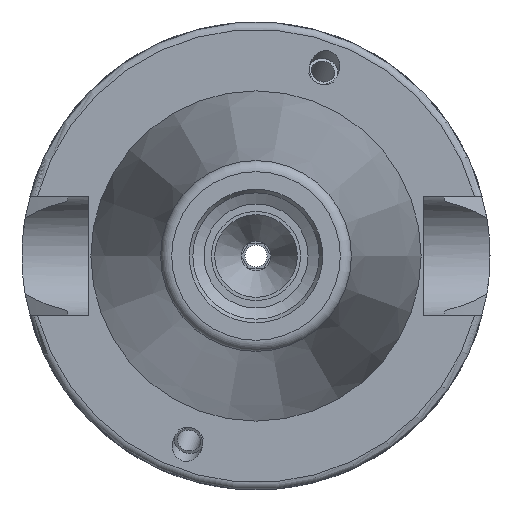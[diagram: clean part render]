
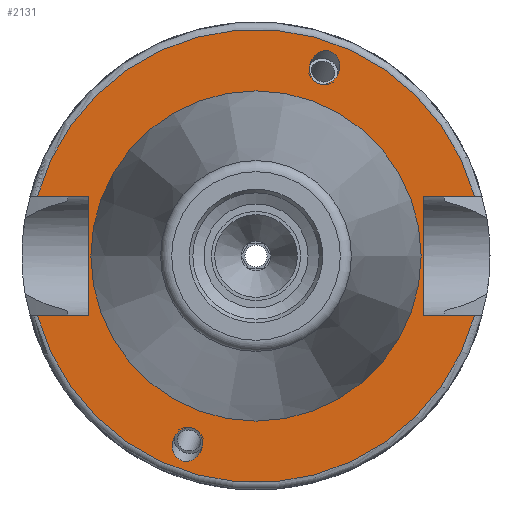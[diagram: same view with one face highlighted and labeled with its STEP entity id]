
A CAD part, left-side view. The second image highlights one B-rep face of the part: STEP entity #2131.
In plain terms, the highlighted planar face has unit normal (-1, 0, 0).
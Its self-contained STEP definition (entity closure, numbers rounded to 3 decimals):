
#72=LINE('',#3777,#178);
#77=LINE('',#3840,#183);
#79=LINE('',#3843,#185);
#83=LINE('',#3853,#189);
#88=LINE('',#3916,#194);
#90=LINE('',#3919,#196);
#178=VECTOR('',#2739,10.);
#183=VECTOR('',#2754,10.);
#185=VECTOR('',#2758,10.);
#189=VECTOR('',#2764,10.);
#194=VECTOR('',#2779,10.);
#196=VECTOR('',#2783,10.);
#333=PLANE('',#2351);
#389=FACE_BOUND('',#691,.T.);
#390=FACE_BOUND('',#692,.T.);
#391=FACE_BOUND('',#693,.T.);
#525=FACE_OUTER_BOUND('',#690,.T.);
#690=EDGE_LOOP('',(#1752,#1753,#1754,#1755,#1756,#1757,#1758,#1759));
#691=EDGE_LOOP('',(#1760));
#692=EDGE_LOOP('',(#1761));
#693=EDGE_LOOP('',(#1762));
#840=ELLIPSE('',#2223,2.309,2.);
#849=ELLIPSE('',#2254,2.309,2.);
#901=CIRCLE('',#2348,30.5);
#902=CIRCLE('',#2350,30.5);
#903=CIRCLE('',#2352,22.);
#967=VERTEX_POINT('',#3156);
#989=VERTEX_POINT('',#3304);
#1063=VERTEX_POINT('',#3774);
#1064=VERTEX_POINT('',#3776);
#1076=VERTEX_POINT('',#3837);
#1077=VERTEX_POINT('',#3839);
#1081=VERTEX_POINT('',#3850);
#1082=VERTEX_POINT('',#3852);
#1094=VERTEX_POINT('',#3913);
#1095=VERTEX_POINT('',#3915);
#1096=VERTEX_POINT('',#3943);
#1177=EDGE_CURVE('',#967,#967,#840,.T.);
#1204=EDGE_CURVE('',#989,#989,#849,.T.);
#1304=EDGE_CURVE('',#1064,#1063,#72,.T.);
#1319=EDGE_CURVE('',#1077,#1076,#77,.T.);
#1321=EDGE_CURVE('',#1063,#1077,#79,.T.);
#1325=EDGE_CURVE('',#1082,#1081,#83,.T.);
#1340=EDGE_CURVE('',#1095,#1094,#88,.T.);
#1342=EDGE_CURVE('',#1081,#1095,#90,.T.);
#1353=EDGE_CURVE('',#1082,#1076,#901,.T.);
#1354=EDGE_CURVE('',#1064,#1094,#902,.T.);
#1355=EDGE_CURVE('',#1096,#1096,#903,.T.);
#1752=ORIENTED_EDGE('',*,*,#1304,.T.);
#1753=ORIENTED_EDGE('',*,*,#1321,.T.);
#1754=ORIENTED_EDGE('',*,*,#1319,.T.);
#1755=ORIENTED_EDGE('',*,*,#1353,.F.);
#1756=ORIENTED_EDGE('',*,*,#1325,.T.);
#1757=ORIENTED_EDGE('',*,*,#1342,.T.);
#1758=ORIENTED_EDGE('',*,*,#1340,.T.);
#1759=ORIENTED_EDGE('',*,*,#1354,.F.);
#1760=ORIENTED_EDGE('',*,*,#1177,.T.);
#1761=ORIENTED_EDGE('',*,*,#1204,.T.);
#1762=ORIENTED_EDGE('',*,*,#1355,.T.);
#2131=ADVANCED_FACE('',(#525,#389,#390,#391),#333,.T.);
#2223=AXIS2_PLACEMENT_3D('',#3158,#2502,#2503);
#2254=AXIS2_PLACEMENT_3D('',#3306,#2564,#2565);
#2348=AXIS2_PLACEMENT_3D('',#3939,#2822,#2823);
#2350=AXIS2_PLACEMENT_3D('',#3941,#2826,#2827);
#2351=AXIS2_PLACEMENT_3D('',#3942,#2828,#2829);
#2352=AXIS2_PLACEMENT_3D('',#3944,#2830,#2831);
#2502=DIRECTION('center_axis',(1.,0.,0.));
#2503=DIRECTION('ref_axis',(0.,-0.342,0.94));
#2564=DIRECTION('center_axis',(1.,0.,0.));
#2565=DIRECTION('ref_axis',(0.,0.342,-0.94));
#2739=DIRECTION('',(0.,-1.,0.));
#2754=DIRECTION('',(0.,1.,0.));
#2758=DIRECTION('',(0.,0.,-1.));
#2764=DIRECTION('',(0.,1.,0.));
#2779=DIRECTION('',(0.,-1.,0.));
#2783=DIRECTION('',(0.,0.,1.));
#2822=DIRECTION('center_axis',(1.,0.,0.));
#2823=DIRECTION('ref_axis',(0.,0.,-1.));
#2826=DIRECTION('center_axis',(1.,0.,0.));
#2827=DIRECTION('ref_axis',(0.,0.,-1.));
#2828=DIRECTION('center_axis',(-1.,0.,0.));
#2829=DIRECTION('ref_axis',(0.,0.,1.));
#2830=DIRECTION('center_axis',(1.,0.,0.));
#2831=DIRECTION('ref_axis',(0.,0.,-1.));
#3156=CARTESIAN_POINT('',(67.4,-8.445,23.202));
#3158=CARTESIAN_POINT('Origin',(67.4,-9.235,25.372));
#3304=CARTESIAN_POINT('',(67.4,8.445,-23.202));
#3306=CARTESIAN_POINT('Origin',(67.4,9.235,-25.372));
#3774=CARTESIAN_POINT('',(67.4,22.5,8.05));
#3776=CARTESIAN_POINT('',(67.4,29.418,8.05));
#3777=CARTESIAN_POINT('',(67.4,31.5,8.05));
#3837=CARTESIAN_POINT('',(67.4,29.418,-8.05));
#3839=CARTESIAN_POINT('',(67.4,22.5,-8.05));
#3840=CARTESIAN_POINT('',(67.4,26.5,-8.05));
#3843=CARTESIAN_POINT('',(67.4,22.5,4.025));
#3850=CARTESIAN_POINT('',(67.4,-22.5,-8.05));
#3852=CARTESIAN_POINT('',(67.4,-29.418,-8.05));
#3853=CARTESIAN_POINT('',(67.4,-1.,-8.05));
#3913=CARTESIAN_POINT('',(67.4,-29.418,8.05));
#3915=CARTESIAN_POINT('',(67.4,-22.5,8.05));
#3916=CARTESIAN_POINT('',(67.4,4.,8.05));
#3919=CARTESIAN_POINT('',(67.4,-22.5,-4.025));
#3939=CARTESIAN_POINT('Origin',(67.4,0.,0.));
#3941=CARTESIAN_POINT('Origin',(67.4,0.,0.));
#3942=CARTESIAN_POINT('Origin',(67.4,30.5,0.));
#3943=CARTESIAN_POINT('',(67.4,22.,0.));
#3944=CARTESIAN_POINT('Origin',(67.4,0.,0.));
